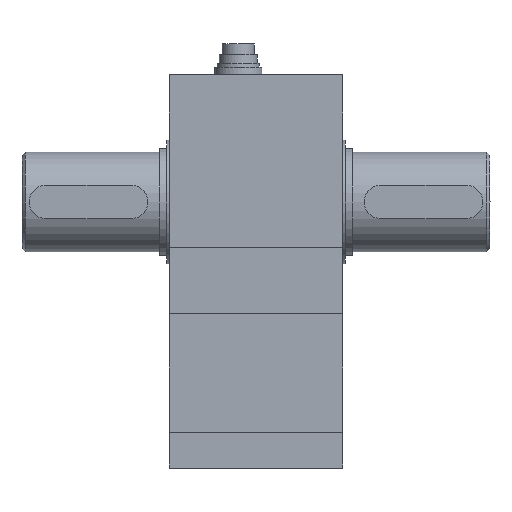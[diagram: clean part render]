
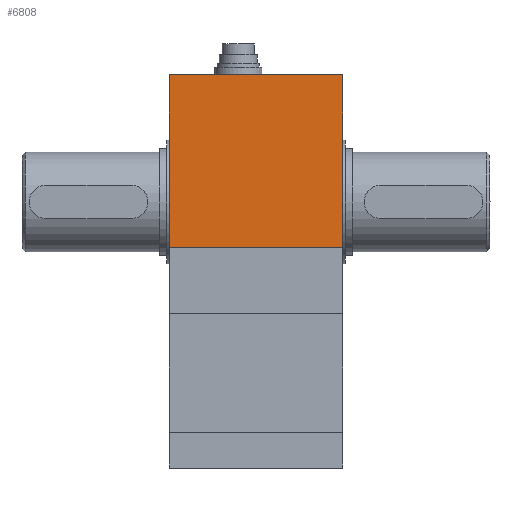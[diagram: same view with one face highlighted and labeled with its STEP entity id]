
A CAD part, front view. The second image highlights one B-rep face of the part: STEP entity #6808.
In plain terms, the highlighted face is planar.
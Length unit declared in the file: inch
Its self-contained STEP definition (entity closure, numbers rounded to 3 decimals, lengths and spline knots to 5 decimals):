
#4673=CARTESIAN_POINT('',(2.00902,2.12402,-1.12));
#4674=VERTEX_POINT('',#4673);
#4681=CARTESIAN_POINT('',(2.00902,2.12402,2.40331));
#4682=VERTEX_POINT('',#4681);
#4683=CARTESIAN_POINT('',(2.00902,2.12402,2.40331));
#4684=DIRECTION('',(0.0,0.0,-1.0));
#4685=VECTOR('',#4684,3.52331);
#4686=LINE('',#4683,#4685);
#4687=EDGE_CURVE('',#4682,#4674,#4686,.T.);
#5152=CARTESIAN_POINT('',(-0.865,2.12402,2.40331));
#5153=VERTEX_POINT('',#5152);
#5154=CARTESIAN_POINT('',(-0.865,2.12402,2.40331));
#5155=DIRECTION('',(1.0,0.0,0.0));
#5156=VECTOR('',#5155,2.87402);
#5157=LINE('',#5154,#5156);
#5158=EDGE_CURVE('',#5153,#4682,#5157,.T.);
#6775=CARTESIAN_POINT('',(-0.865,2.12402,-1.12));
#6776=VERTEX_POINT('',#6775);
#6783=CARTESIAN_POINT('',(-0.865,2.12402,-1.12));
#6784=DIRECTION('',(1.0,0.0,0.0));
#6785=VECTOR('',#6784,2.87402);
#6786=LINE('',#6783,#6785);
#6787=EDGE_CURVE('',#6776,#4674,#6786,.T.);
#6792=CARTESIAN_POINT('',(-0.865,2.12402,1.93087));
#6793=DIRECTION('',(0.0,1.0,0.0));
#6794=DIRECTION('',(0.0,0.0,1.0));
#6795=AXIS2_PLACEMENT_3D('',#6792,#6793,#6794);
#6796=PLANE('',#6795);
#6797=ORIENTED_EDGE('',*,*,#6787,.F.);
#6798=CARTESIAN_POINT('',(-0.865,2.12402,2.40331));
#6799=DIRECTION('',(0.0,0.0,-1.0));
#6800=VECTOR('',#6799,3.52331);
#6801=LINE('',#6798,#6800);
#6802=EDGE_CURVE('',#5153,#6776,#6801,.T.);
#6803=ORIENTED_EDGE('',*,*,#6802,.F.);
#6804=ORIENTED_EDGE('',*,*,#5158,.T.);
#6805=ORIENTED_EDGE('',*,*,#4687,.T.);
#6806=EDGE_LOOP('',(#6797,#6803,#6804,#6805));
#6807=FACE_OUTER_BOUND('',#6806,.T.);
#6808=ADVANCED_FACE('',(#6807),#6796,.T.);
